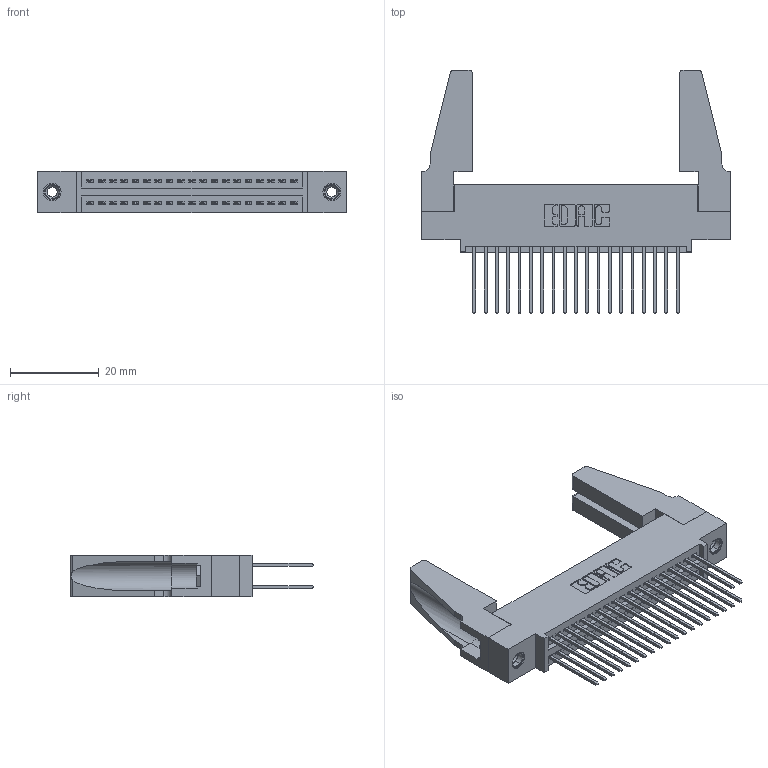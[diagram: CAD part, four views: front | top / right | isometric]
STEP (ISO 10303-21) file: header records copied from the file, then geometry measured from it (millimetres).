
FILE_DESCRIPTION (( 'STEP AP203' ), '1' );
FILE_NAME ('345-038-540-588.STEP', '2019-10-28T15:05:06', ( '' ), ( '' ), 'SwSTEP 2.0', 'SolidWorks 2016', '' );
FILE_SCHEMA (( 'CONFIG_CONTROL_DESIGN' ));
Length unit declared in the file: inch
Products named in the file (5): 345-220-078_345-220-088; 345-038-540-588; 345-292-001_345-293-140; 345-250-001_345-250-001-102; 345 Part_0.110 Offset - 0.156 Dia-TH
Assembly tree (43 placements, depth 2):
  345-038-540-588
    345 Part_0.110 Offset - 0.156 Dia-TH
    345-292-001_345-293-140  x38
    345-250-001_345-250-001-102  x2
    345-220-078_345-220-088  x2
Bounding box: 69.49 x 54.79 x 9.4 mm (x, y, z)
Volume: 9860.4 mm3; surface area: 13205.5 mm2
Topology: 43 solids, 43 shells, 2154 faces, 6329 edges, 4158 vertices
Faces by surface type: plane 1410, cylinder 728, cone 12, torus 4
Entity records: 20302 total; most frequent: CARTESIAN_POINT 3422, ORIENTED_EDGE 3316, DIRECTION 3050, EDGE_CURVE 1658, VECTOR 1408, LINE 1408, VERTEX_POINT 1098, AXIS2_PLACEMENT_3D 821
